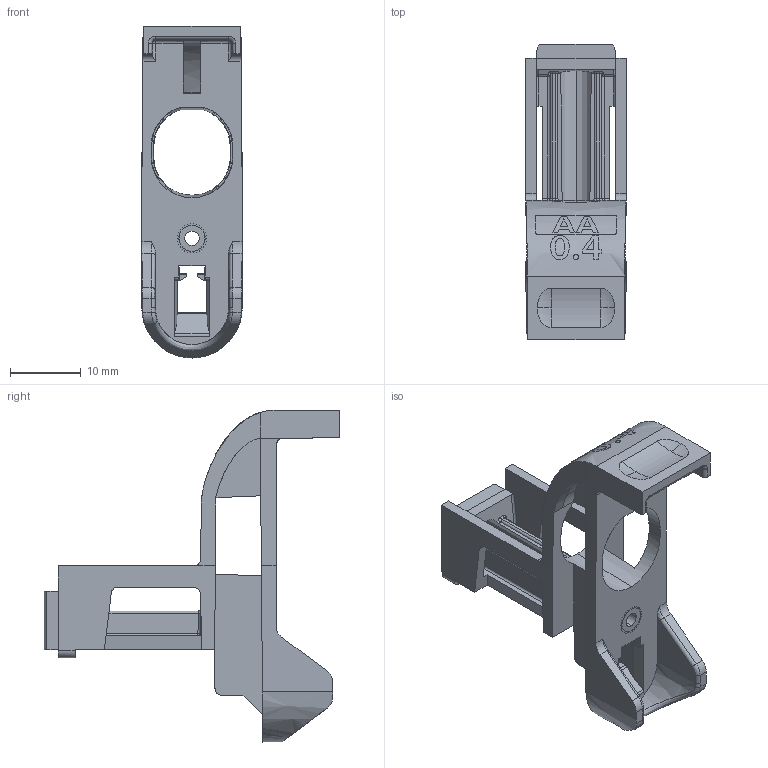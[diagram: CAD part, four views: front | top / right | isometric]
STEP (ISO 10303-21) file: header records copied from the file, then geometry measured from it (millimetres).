
FILE_DESCRIPTION (( 'STEP AP203' ), '1' );
FILE_NAME ('2165-D.step', '2017-07-17T09:22:58', ( '' ), ( '' ), 'SwSTEP 2.0', 'SolidWorks 2016', '' );
FILE_SCHEMA (( 'CONFIG_CONTROL_DESIGN' ));
Length unit declared in the file: millimetre
Products named in the file (3): Print on part^2165; 2110; 2165-D
Assembly tree (2 placements, depth 2):
  2165-D
    2110
    Print on part^2165
Bounding box: 14.2 x 41.8 x 46.9 mm (x, y, z)
Volume: 4008.7 mm3; surface area: 5245.6 mm2
Topology: 2 solids, 8 shells, 428 faces, 1249 edges, 820 vertices
Faces by surface type: plane 240, cylinder 125, bspline 33, cone 16, sphere 8, torus 6
Entity records: 15514 total; most frequent: CARTESIAN_POINT 4323, ORIENTED_EDGE 2440, DIRECTION 2061, EDGE_CURVE 1245, LINE 823, VECTOR 823, VERTEX_POINT 820, AXIS2_PLACEMENT_3D 619
